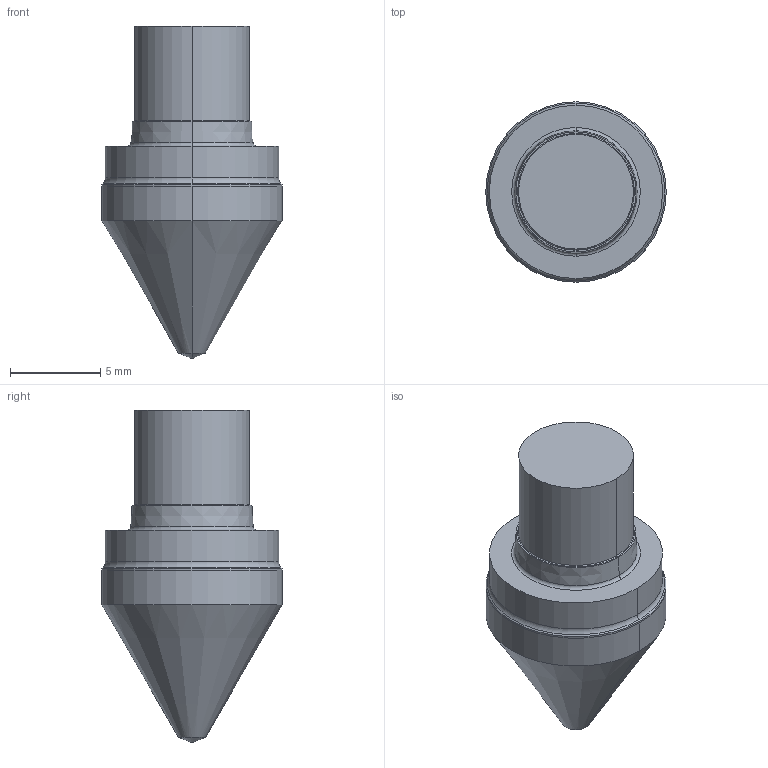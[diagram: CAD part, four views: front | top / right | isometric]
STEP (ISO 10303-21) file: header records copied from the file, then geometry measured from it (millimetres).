
FILE_DESCRIPTION((''),'2;1');
FILE_NAME('45M10009T6RA30','2015-11-21T',('schorn'),(''),'PRO/ENGINEER BY PARAMETRIC TECHNOLOGY CORPORATION, 2011490','PRO/ENGINEER BY PARAMETRIC TECHNOLOGY CORPORATION, 2011490','');
FILE_SCHEMA(('AUTOMOTIVE_DESIGN { 1 2 10303 214 0 1 1 1 }'));
Length unit declared in the file: millimetre
Products named in the file (3): NOCUT; CUT; 45M10009T6RA30
Assembly tree (2 placements, depth 2):
  45M10009T6RA30
    NOCUT
    CUT
Bounding box: 10 x 10 x 18.4 mm (x, y, z)
Volume: 754.5 mm3; surface area: 645.1 mm2
Topology: 2 solids, 2 shells, 29 faces, 58 edges, 35 vertices
Faces by surface type: cylinder 8, cone 8, torus 6, plane 5, revolution 2
Entity records: 1167 total; most frequent: DIRECTION 174, CARTESIAN_POINT 150, ORIENTED_EDGE 108, AXIS2_PLACEMENT_3D 77, PRESENTATION_STYLE_ASSIGNMENT 63, STYLED_ITEM 63, CURVE_STYLE 61, EDGE_CURVE 54
